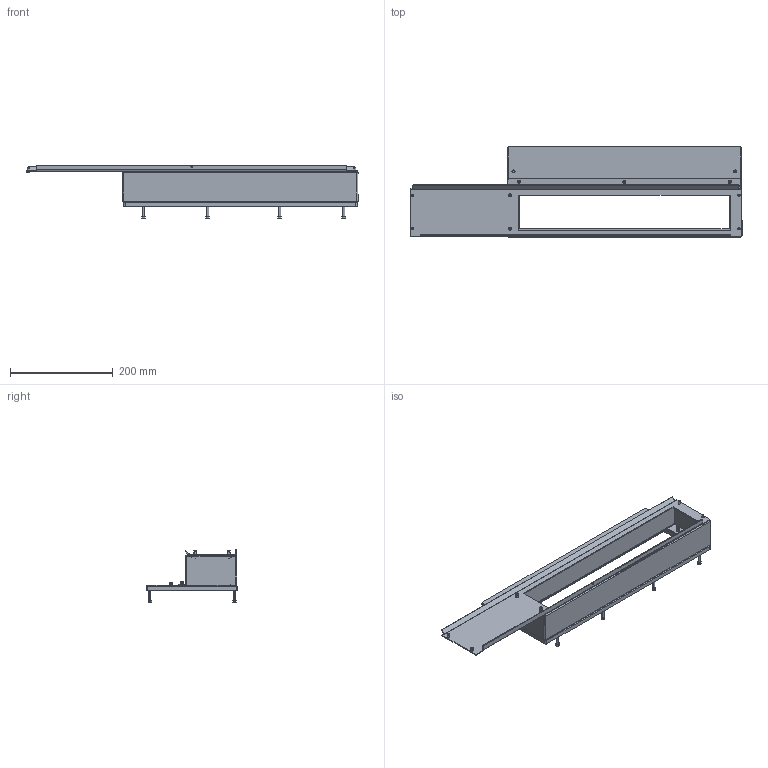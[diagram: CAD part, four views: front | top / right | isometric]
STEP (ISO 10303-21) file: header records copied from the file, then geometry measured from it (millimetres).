
FILE_DESCRIPTION (( 'STEP AP214' ), '1' );
FILE_NAME ('INGUN_115778.STEP', '2024-10-10T10:36:40', ( '' ), ( '' ), 'SwSTEP 2.0', 'SolidWorks 2021', '' );
FILE_SCHEMA (( 'AUTOMOTIVE_DESIGN' ));
Length unit declared in the file: millimetre
Products named in the file (9): INGUN_115778; 115569~1; 115776~0_S; DIN912~n_M04,0x010; 115671~0_S; DIN912~n_M04,0x025; 115670~2_S; ISO7380~n_M04,0x008; DIN7991~n_M04,0x010 VA
Assembly tree (27 placements, depth 2):
  INGUN_115778
    115776~0_S
    115670~2_S
    DIN912~n_M04,0x010  x10
    115569~1
    ISO7380~n_M04,0x008  x2
    115671~0_S
    DIN7991~n_M04,0x010 VA  x3
    DIN912~n_M04,0x025  x8
Bounding box: 646.5 x 178 x 104 mm (x, y, z)
Volume: 521490.2 mm3; surface area: 424815.9 mm2
Topology: 27 solids, 27 shells, 1003 faces, 2476 edges, 1587 vertices
Faces by surface type: cylinder 635, plane 270, cone 94, torus 4
Entity records: 14700 total; most frequent: DIRECTION 2602, CARTESIAN_POINT 2344, ORIENTED_EDGE 2262, EDGE_CURVE 1131, AXIS2_PLACEMENT_3D 991, VERTEX_POINT 717, VECTOR 620, LINE 620
